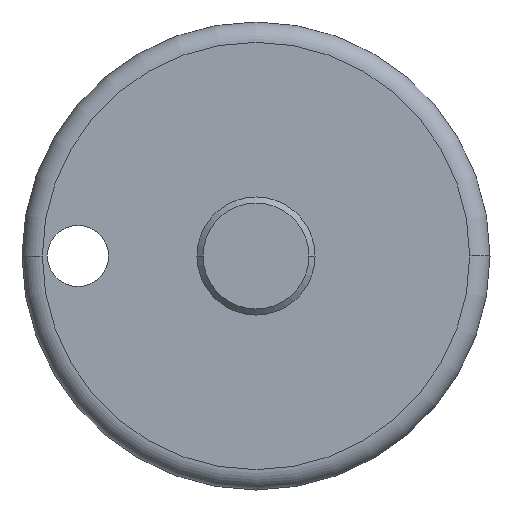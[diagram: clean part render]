
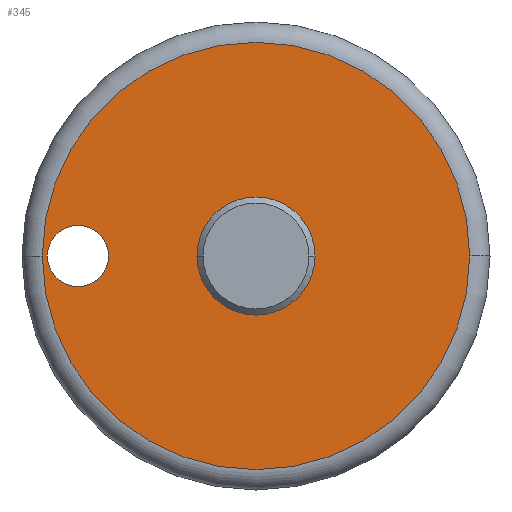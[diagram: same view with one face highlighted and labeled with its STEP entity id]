
A CAD part, left-side view. The second image highlights one B-rep face of the part: STEP entity #345.
In plain terms, the highlighted planar face has unit normal (-1, 0, 0).
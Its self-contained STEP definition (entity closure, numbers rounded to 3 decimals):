
#7 = PLANE ( 'NONE',  #1014 ) ;
#29 = CARTESIAN_POINT ( 'NONE',  ( -36.681, 9.471, 0. ) ) ;
#36 = VERTEX_POINT ( 'NONE', #1058 ) ;
#53 = DIRECTION ( 'NONE',  ( -1., 0., 0. ) ) ;
#66 = CARTESIAN_POINT ( 'NONE',  ( -36.681, 7.971, 0. ) ) ;
#82 = DIRECTION ( 'NONE',  ( 1., 0., 0. ) ) ;
#111 = CARTESIAN_POINT ( 'NONE',  ( -36.681, -2.179, 0. ) ) ;
#120 = DIRECTION ( 'NONE',  ( 0., 1., 0. ) ) ;
#123 = CARTESIAN_POINT ( 'NONE',  ( -36.681, 9.471, 0. ) ) ;
#140 = CARTESIAN_POINT ( 'NONE',  ( -36.681, 0.721, 0. ) ) ;
#146 = DIRECTION ( 'NONE',  ( 0., 1., 0. ) ) ;
#154 = CARTESIAN_POINT ( 'NONE',  ( -36.681, 12.221, 0. ) ) ;
#158 = CARTESIAN_POINT ( 'NONE',  ( -36.681, 0.721, 0. ) ) ;
#181 = VERTEX_POINT ( 'NONE', #1028 ) ;
#210 = DIRECTION ( 'NONE',  ( -1., 0., 0. ) ) ;
#213 = AXIS2_PLACEMENT_3D ( 'NONE', #123, #885, #350 ) ;
#222 = FACE_OUTER_BOUND ( 'NONE', #844, .T. ) ;
#267 = EDGE_CURVE ( 'NONE', #842, #181, #556, .T. ) ;
#282 = AXIS2_PLACEMENT_3D ( 'NONE', #158, #332, #1062 ) ;
#290 = CIRCLE ( 'NONE', #282, 10.5 ) ;
#309 = DIRECTION ( 'NONE',  ( 0., -1., 0. ) ) ;
#331 = DIRECTION ( 'NONE',  ( 0., 1., 0. ) ) ;
#332 = DIRECTION ( 'NONE',  ( -1., 0., 0. ) ) ;
#345 = ADVANCED_FACE ( 'NONE', ( #917, #222, #586 ), #7, .F. ) ;
#350 = DIRECTION ( 'NONE',  ( 0., 1., 0. ) ) ;
#367 = ORIENTED_EDGE ( 'NONE', *, *, #778, .T. ) ;
#370 = ORIENTED_EDGE ( 'NONE', *, *, #267, .T. ) ;
#433 = ORIENTED_EDGE ( 'NONE', *, *, #1029, .F. ) ;
#445 = DIRECTION ( 'NONE',  ( 0., -1., 0. ) ) ;
#463 = EDGE_LOOP ( 'NONE', ( #433, #506 ) ) ;
#491 = DIRECTION ( 'NONE',  ( -1., 0., 0. ) ) ;
#493 = CARTESIAN_POINT ( 'NONE',  ( -36.681, 10.971, 0. ) ) ;
#499 = ORIENTED_EDGE ( 'NONE', *, *, #952, .T. ) ;
#506 = ORIENTED_EDGE ( 'NONE', *, *, #604, .F. ) ;
#556 = CIRCLE ( 'NONE', #784, 10.5 ) ;
#586 = FACE_BOUND ( 'NONE', #463, .T. ) ;
#600 = CIRCLE ( 'NONE', #687, 2.9 ) ;
#602 = EDGE_CURVE ( 'NONE', #809, #730, #963, .T. ) ;
#604 = EDGE_CURVE ( 'NONE', #36, #864, #600, .T. ) ;
#671 = CIRCLE ( 'NONE', #1025, 2.9 ) ;
#687 = AXIS2_PLACEMENT_3D ( 'NONE', #959, #210, #309 ) ;
#719 = CARTESIAN_POINT ( 'NONE',  ( -36.681, 11.221, 0. ) ) ;
#726 = ORIENTED_EDGE ( 'NONE', *, *, #602, .T. ) ;
#727 = AXIS2_PLACEMENT_3D ( 'NONE', #29, #941, #120 ) ;
#730 = VERTEX_POINT ( 'NONE', #493 ) ;
#778 = EDGE_CURVE ( 'NONE', #181, #842, #290, .T. ) ;
#784 = AXIS2_PLACEMENT_3D ( 'NONE', #799, #491, #146 ) ;
#799 = CARTESIAN_POINT ( 'NONE',  ( -36.681, 0.721, 0. ) ) ;
#809 = VERTEX_POINT ( 'NONE', #66 ) ;
#842 = VERTEX_POINT ( 'NONE', #719 ) ;
#844 = EDGE_LOOP ( 'NONE', ( #370, #367 ) ) ;
#852 = EDGE_LOOP ( 'NONE', ( #499, #726 ) ) ;
#864 = VERTEX_POINT ( 'NONE', #111 ) ;
#885 = DIRECTION ( 'NONE',  ( 1., 0., 0. ) ) ;
#917 = FACE_BOUND ( 'NONE', #852, .T. ) ;
#941 = DIRECTION ( 'NONE',  ( 1., 0., 0. ) ) ;
#952 = EDGE_CURVE ( 'NONE', #730, #809, #1000, .T. ) ;
#959 = CARTESIAN_POINT ( 'NONE',  ( -36.681, 0.721, 0. ) ) ;
#963 = CIRCLE ( 'NONE', #213, 1.5 ) ;
#1000 = CIRCLE ( 'NONE', #727, 1.5 ) ;
#1014 = AXIS2_PLACEMENT_3D ( 'NONE', #154, #82, #331 ) ;
#1025 = AXIS2_PLACEMENT_3D ( 'NONE', #140, #53, #445 ) ;
#1028 = CARTESIAN_POINT ( 'NONE',  ( -36.681, -9.779, 0. ) ) ;
#1029 = EDGE_CURVE ( 'NONE', #864, #36, #671, .T. ) ;
#1058 = CARTESIAN_POINT ( 'NONE',  ( -36.681, 3.621, 0. ) ) ;
#1062 = DIRECTION ( 'NONE',  ( 0., 1., 0. ) ) ;
